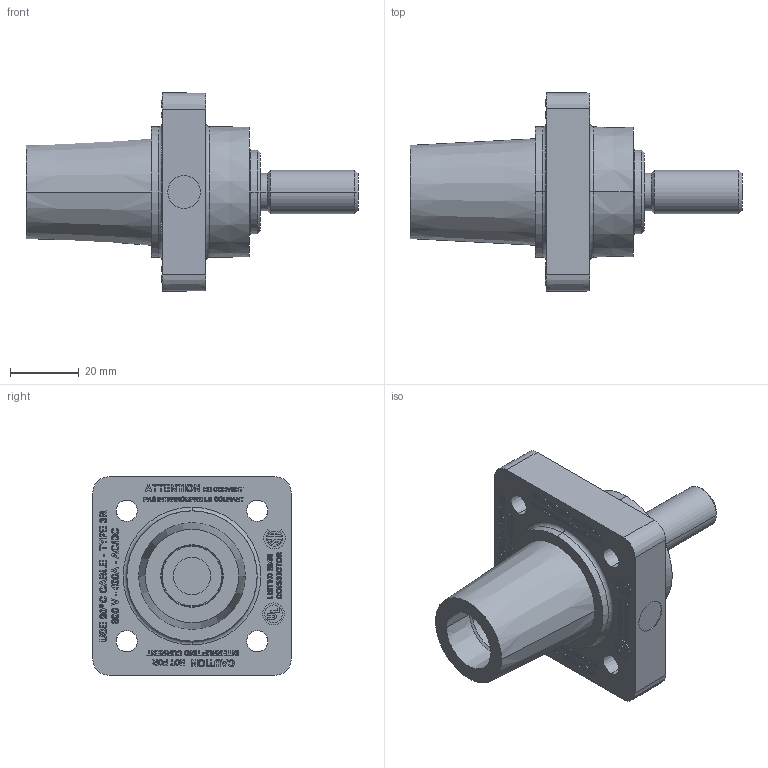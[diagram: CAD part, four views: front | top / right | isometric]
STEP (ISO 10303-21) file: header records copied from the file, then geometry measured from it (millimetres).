
FILE_DESCRIPTION (( 'STEP AP214' ), '1' );
FILE_NAME ('CATSTD-16R24-100-M01.STEP', '2020-09-07T03:20:44', ( '' ), ( '' ), 'SwSTEP 2.0', 'SolidWorks 2020', '' );
FILE_SCHEMA (( 'AUTOMOTIVE_DESIGN' ));
Length unit declared in the file: inch
Products named in the file (1): CATSTD-16R24-100-M01
Bounding box: 96.94 x 57.94 x 57.94 mm (x, y, z)
Surface area: 22889.4 mm2 (no closed solid volume)
Topology: 0 solids, 4 shells, 1320 faces, 4641 edges, 3186 vertices
Faces by surface type: plane 820, bspline 393, cylinder 65, cone 36, torus 6
Entity records: 91408 total; most frequent: CARTESIAN_POINT 38217, ORIENTED_EDGE 7646, DIRECTION 5673, EDGE_CURVE 4641, VECTOR 3351, LINE 3351, VERTEX_POINT 3186, EDGE_LOOP 1529
